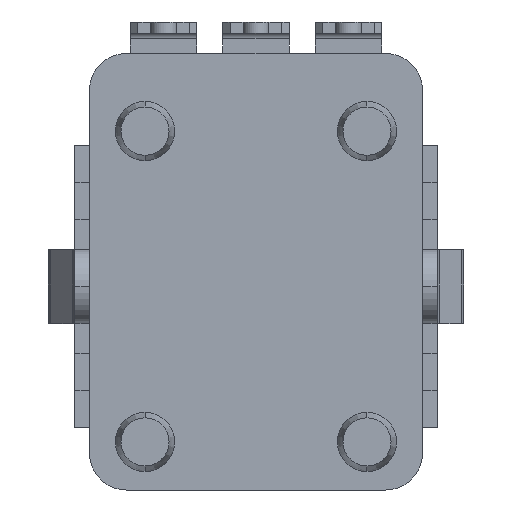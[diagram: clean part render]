
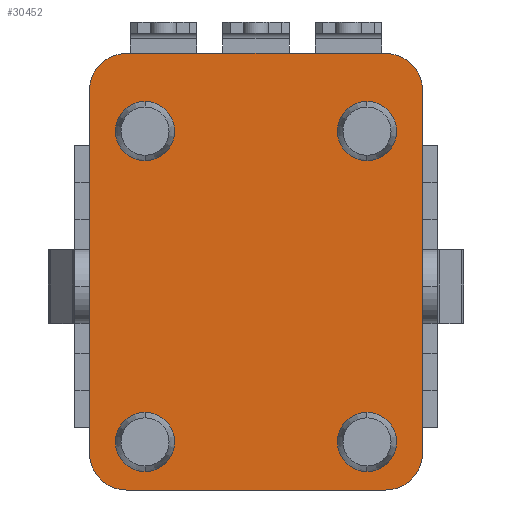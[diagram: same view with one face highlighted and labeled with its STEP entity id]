
A CAD part, front view. The second image highlights one B-rep face of the part: STEP entity #30452.
In plain terms, the highlighted planar face has unit normal (0, -1, 0).
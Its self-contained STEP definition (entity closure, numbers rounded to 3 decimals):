
#273 = VERTEX_POINT ( 'NONE', #20312 ) ;
#589 = ORIENTED_EDGE ( 'NONE', *, *, #5636, .F. ) ;
#814 = AXIS2_PLACEMENT_3D ( 'NONE', #33013, #11501, #6023 ) ;
#1077 = VERTEX_POINT ( 'NONE', #31944 ) ;
#1134 = DIRECTION ( 'NONE',  ( 0., -1., 0. ) ) ;
#1211 = CARTESIAN_POINT ( 'NONE',  ( -4.5, 2., 5.3 ) ) ;
#1485 = DIRECTION ( 'NONE',  ( 0., -1., 0. ) ) ;
#1595 = DIRECTION ( 'NONE',  ( 0., 0., -1. ) ) ;
#1963 = AXIS2_PLACEMENT_3D ( 'NONE', #24782, #4702, #27502 ) ;
#2143 = ORIENTED_EDGE ( 'NONE', *, *, #34288, .T. ) ;
#2235 = CARTESIAN_POINT ( 'NONE',  ( -4.5, 2., 6.3 ) ) ;
#2359 = CIRCLE ( 'NONE', #4142, 0.8 ) ;
#2464 = DIRECTION ( 'NONE',  ( 0., -1., 0. ) ) ;
#2573 = CARTESIAN_POINT ( 'NONE',  ( 0., 2., 0. ) ) ;
#2782 = DIRECTION ( 'NONE',  ( 0., -1., 0. ) ) ;
#3027 = DIRECTION ( 'NONE',  ( 0., 0., -1. ) ) ;
#3463 = CARTESIAN_POINT ( 'NONE',  ( -3., 2., 3.4 ) ) ;
#3525 = CARTESIAN_POINT ( 'NONE',  ( 4.5, 2., -5.5 ) ) ;
#3813 = EDGE_CURVE ( 'NONE', #8368, #4645, #2359, .T. ) ;
#3852 = AXIS2_PLACEMENT_3D ( 'NONE', #26489, #1485, #31589 ) ;
#3888 = CARTESIAN_POINT ( 'NONE',  ( -3., 2., -4.2 ) ) ;
#3982 = EDGE_CURVE ( 'NONE', #35978, #9508, #12872, .T. ) ;
#4142 = AXIS2_PLACEMENT_3D ( 'NONE', #30546, #2782, #14342 ) ;
#4267 = EDGE_CURVE ( 'NONE', #7129, #13433, #26894, .T. ) ;
#4645 = VERTEX_POINT ( 'NONE', #30361 ) ;
#4702 = DIRECTION ( 'NONE',  ( 0., -1., 0. ) ) ;
#5170 = CARTESIAN_POINT ( 'NONE',  ( -4.5, 2., -5.5 ) ) ;
#5426 = CARTESIAN_POINT ( 'NONE',  ( -3.5, 2., 6.3 ) ) ;
#5636 = EDGE_CURVE ( 'NONE', #4645, #8368, #23470, .T. ) ;
#5770 = CARTESIAN_POINT ( 'NONE',  ( -3., 2., -4.2 ) ) ;
#6023 = DIRECTION ( 'NONE',  ( 0., 0., -1. ) ) ;
#6808 = DIRECTION ( 'NONE',  ( 0., -1., 0. ) ) ;
#6991 = CARTESIAN_POINT ( 'NONE',  ( -3., 2., 4.2 ) ) ;
#7035 = DIRECTION ( 'NONE',  ( 1., 0., 0. ) ) ;
#7129 = VERTEX_POINT ( 'NONE', #17685 ) ;
#7183 = VECTOR ( 'NONE', #15740, 1000. ) ;
#7478 = CARTESIAN_POINT ( 'NONE',  ( 3., 2., 4.2 ) ) ;
#7510 = ORIENTED_EDGE ( 'NONE', *, *, #3982, .F. ) ;
#7676 = AXIS2_PLACEMENT_3D ( 'NONE', #6991, #6808, #20750 ) ;
#7772 = ORIENTED_EDGE ( 'NONE', *, *, #22137, .T. ) ;
#7859 = VERTEX_POINT ( 'NONE', #5426 ) ;
#8223 = FACE_BOUND ( 'NONE', #14828, .T. ) ;
#8235 = LINE ( 'NONE', #2235, #33504 ) ;
#8292 = DIRECTION ( 'NONE',  ( 0., 0., -1. ) ) ;
#8325 = CIRCLE ( 'NONE', #27589, 1. ) ;
#8353 = CIRCLE ( 'NONE', #1963, 1. ) ;
#8368 = VERTEX_POINT ( 'NONE', #3463 ) ;
#8486 = AXIS2_PLACEMENT_3D ( 'NONE', #2573, #27775, #11143 ) ;
#9047 = VERTEX_POINT ( 'NONE', #17672 ) ;
#9203 = CARTESIAN_POINT ( 'NONE',  ( 3., 2., 3.4 ) ) ;
#9418 = CIRCLE ( 'NONE', #27513, 0.8 ) ;
#9508 = VERTEX_POINT ( 'NONE', #23094 ) ;
#9784 = CARTESIAN_POINT ( 'NONE',  ( 3., 2., -4.2 ) ) ;
#9845 = AXIS2_PLACEMENT_3D ( 'NONE', #27488, #2464, #8292 ) ;
#10190 = DIRECTION ( 'NONE',  ( 0., 0., -1. ) ) ;
#10400 = ORIENTED_EDGE ( 'NONE', *, *, #23255, .F. ) ;
#11143 = DIRECTION ( 'NONE',  ( 0., 0., -1. ) ) ;
#11501 = DIRECTION ( 'NONE',  ( 0., -1., 0. ) ) ;
#11985 = AXIS2_PLACEMENT_3D ( 'NONE', #5770, #28039, #3027 ) ;
#12600 = CARTESIAN_POINT ( 'NONE',  ( 3., 2., -4.2 ) ) ;
#12622 = DIRECTION ( 'NONE',  ( 0., -1., 0. ) ) ;
#12781 = CARTESIAN_POINT ( 'NONE',  ( 3.5, 2., 6.3 ) ) ;
#12783 = CARTESIAN_POINT ( 'NONE',  ( -4.5, 2., -5.5 ) ) ;
#12863 = DIRECTION ( 'NONE',  ( 0., -1., 0. ) ) ;
#12872 = CIRCLE ( 'NONE', #25724, 0.8 ) ;
#13008 = VERTEX_POINT ( 'NONE', #16466 ) ;
#13271 = ORIENTED_EDGE ( 'NONE', *, *, #15012, .T. ) ;
#13401 = DIRECTION ( 'NONE',  ( 0., 0., -1. ) ) ;
#13433 = VERTEX_POINT ( 'NONE', #20780 ) ;
#14294 = ORIENTED_EDGE ( 'NONE', *, *, #28188, .T. ) ;
#14334 = AXIS2_PLACEMENT_3D ( 'NONE', #12600, #34665, #10190 ) ;
#14342 = DIRECTION ( 'NONE',  ( 0., 0., -1. ) ) ;
#14828 = EDGE_LOOP ( 'NONE', ( #10400, #7510 ) ) ;
#15012 = EDGE_CURVE ( 'NONE', #31650, #7859, #8235, .T. ) ;
#15178 = EDGE_CURVE ( 'NONE', #19101, #33625, #19661, .T. ) ;
#15740 = DIRECTION ( 'NONE',  ( 0., 0., -1. ) ) ;
#16102 = CARTESIAN_POINT ( 'NONE',  ( 4.5, 2., -4.5 ) ) ;
#16280 = ORIENTED_EDGE ( 'NONE', *, *, #29751, .F. ) ;
#16466 = CARTESIAN_POINT ( 'NONE',  ( -3.5, 2., -5.5 ) ) ;
#16596 = CIRCLE ( 'NONE', #814, 1. ) ;
#17672 = CARTESIAN_POINT ( 'NONE',  ( 3.5, 2., -5.5 ) ) ;
#17685 = CARTESIAN_POINT ( 'NONE',  ( 3., 2., -3.4 ) ) ;
#18097 = CIRCLE ( 'NONE', #9845, 1. ) ;
#18324 = DIRECTION ( 'NONE',  ( 0., 0., -1. ) ) ;
#18630 = ORIENTED_EDGE ( 'NONE', *, *, #29077, .T. ) ;
#19026 = EDGE_CURVE ( 'NONE', #1077, #13008, #18097, .T. ) ;
#19101 = VERTEX_POINT ( 'NONE', #9203 ) ;
#19643 = FACE_BOUND ( 'NONE', #25835, .T. ) ;
#19661 = CIRCLE ( 'NONE', #3852, 0.8 ) ;
#20068 = EDGE_CURVE ( 'NONE', #30794, #273, #28510, .T. ) ;
#20312 = CARTESIAN_POINT ( 'NONE',  ( 4.5, 2., 5.3 ) ) ;
#20717 = DIRECTION ( 'NONE',  ( 0., 0., -1. ) ) ;
#20750 = DIRECTION ( 'NONE',  ( 0., 0., -1. ) ) ;
#20780 = CARTESIAN_POINT ( 'NONE',  ( 3., 2., -5. ) ) ;
#21316 = CARTESIAN_POINT ( 'NONE',  ( 3.5, 2., 5.3 ) ) ;
#21573 = ORIENTED_EDGE ( 'NONE', *, *, #15178, .F. ) ;
#21809 = PLANE ( 'NONE',  #8486 ) ;
#21985 = FACE_BOUND ( 'NONE', #24400, .T. ) ;
#22137 = EDGE_CURVE ( 'NONE', #273, #31650, #8325, .T. ) ;
#22440 = ORIENTED_EDGE ( 'NONE', *, *, #33303, .F. ) ;
#23094 = CARTESIAN_POINT ( 'NONE',  ( -3., 2., -3.4 ) ) ;
#23255 = EDGE_CURVE ( 'NONE', #9508, #35978, #25977, .T. ) ;
#23431 = AXIS2_PLACEMENT_3D ( 'NONE', #9784, #29320, #1595 ) ;
#23470 = CIRCLE ( 'NONE', #7676, 0.8 ) ;
#24400 = EDGE_LOOP ( 'NONE', ( #589, #27672 ) ) ;
#24782 = CARTESIAN_POINT ( 'NONE',  ( 3.5, 2., -4.5 ) ) ;
#25724 = AXIS2_PLACEMENT_3D ( 'NONE', #3888, #1134, #20717 ) ;
#25835 = EDGE_LOOP ( 'NONE', ( #32972, #16280 ) ) ;
#25977 = CIRCLE ( 'NONE', #11985, 0.8 ) ;
#26100 = CARTESIAN_POINT ( 'NONE',  ( 3., 2., 5. ) ) ;
#26489 = CARTESIAN_POINT ( 'NONE',  ( 3., 2., 4.2 ) ) ;
#26894 = CIRCLE ( 'NONE', #23431, 0.8 ) ;
#27411 = FACE_BOUND ( 'NONE', #32683, .T. ) ;
#27488 = CARTESIAN_POINT ( 'NONE',  ( -3.5, 2., -4.5 ) ) ;
#27502 = DIRECTION ( 'NONE',  ( 0., 0., -1. ) ) ;
#27513 = AXIS2_PLACEMENT_3D ( 'NONE', #7478, #12622, #18324 ) ;
#27589 = AXIS2_PLACEMENT_3D ( 'NONE', #21316, #12863, #13401 ) ;
#27672 = ORIENTED_EDGE ( 'NONE', *, *, #3813, .F. ) ;
#27775 = DIRECTION ( 'NONE',  ( 0., -1., 0. ) ) ;
#27776 = EDGE_LOOP ( 'NONE', ( #13271, #2143, #18630, #31675, #35009, #14294, #29115, #7772 ) ) ;
#28039 = DIRECTION ( 'NONE',  ( 0., -1., 0. ) ) ;
#28188 = EDGE_CURVE ( 'NONE', #9047, #30794, #8353, .T. ) ;
#28510 = LINE ( 'NONE', #3525, #31536 ) ;
#29077 = EDGE_CURVE ( 'NONE', #33914, #1077, #29383, .T. ) ;
#29115 = ORIENTED_EDGE ( 'NONE', *, *, #20068, .T. ) ;
#29320 = DIRECTION ( 'NONE',  ( 0., -1., 0. ) ) ;
#29383 = LINE ( 'NONE', #12783, #7183 ) ;
#29751 = EDGE_CURVE ( 'NONE', #13433, #7129, #31204, .T. ) ;
#30361 = CARTESIAN_POINT ( 'NONE',  ( -3., 2., 5. ) ) ;
#30452 = ADVANCED_FACE ( 'NONE', ( #8223, #19643, #27411, #21985, #35928 ), #21809, .T. ) ;
#30469 = CARTESIAN_POINT ( 'NONE',  ( -3., 2., -5. ) ) ;
#30546 = CARTESIAN_POINT ( 'NONE',  ( -3., 2., 4.2 ) ) ;
#30794 = VERTEX_POINT ( 'NONE', #16102 ) ;
#31204 = CIRCLE ( 'NONE', #14334, 0.8 ) ;
#31536 = VECTOR ( 'NONE', #32137, 1000. ) ;
#31589 = DIRECTION ( 'NONE',  ( 0., 0., -1. ) ) ;
#31650 = VERTEX_POINT ( 'NONE', #12781 ) ;
#31675 = ORIENTED_EDGE ( 'NONE', *, *, #19026, .T. ) ;
#31944 = CARTESIAN_POINT ( 'NONE',  ( -4.5, 2., -4.5 ) ) ;
#32030 = LINE ( 'NONE', #5170, #33391 ) ;
#32137 = DIRECTION ( 'NONE',  ( 0., 0., 1. ) ) ;
#32683 = EDGE_LOOP ( 'NONE', ( #22440, #21573 ) ) ;
#32687 = DIRECTION ( 'NONE',  ( -1., 0., 0. ) ) ;
#32972 = ORIENTED_EDGE ( 'NONE', *, *, #4267, .F. ) ;
#33013 = CARTESIAN_POINT ( 'NONE',  ( -3.5, 2., 5.3 ) ) ;
#33303 = EDGE_CURVE ( 'NONE', #33625, #19101, #9418, .T. ) ;
#33391 = VECTOR ( 'NONE', #7035, 1000. ) ;
#33504 = VECTOR ( 'NONE', #32687, 1000. ) ;
#33625 = VERTEX_POINT ( 'NONE', #26100 ) ;
#33914 = VERTEX_POINT ( 'NONE', #1211 ) ;
#33990 = EDGE_CURVE ( 'NONE', #13008, #9047, #32030, .T. ) ;
#34288 = EDGE_CURVE ( 'NONE', #7859, #33914, #16596, .T. ) ;
#34665 = DIRECTION ( 'NONE',  ( 0., -1., 0. ) ) ;
#35009 = ORIENTED_EDGE ( 'NONE', *, *, #33990, .T. ) ;
#35928 = FACE_OUTER_BOUND ( 'NONE', #27776, .T. ) ;
#35978 = VERTEX_POINT ( 'NONE', #30469 ) ;
